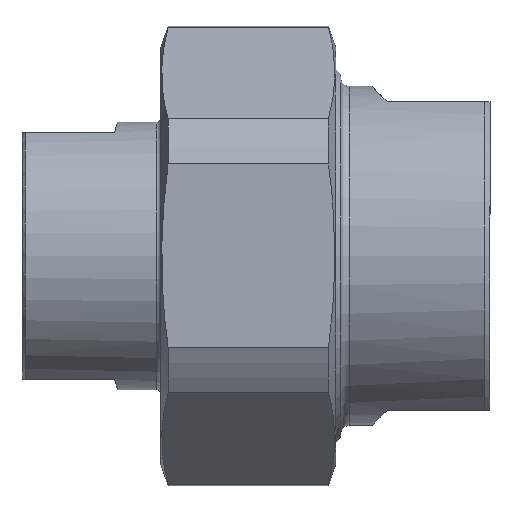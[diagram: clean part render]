
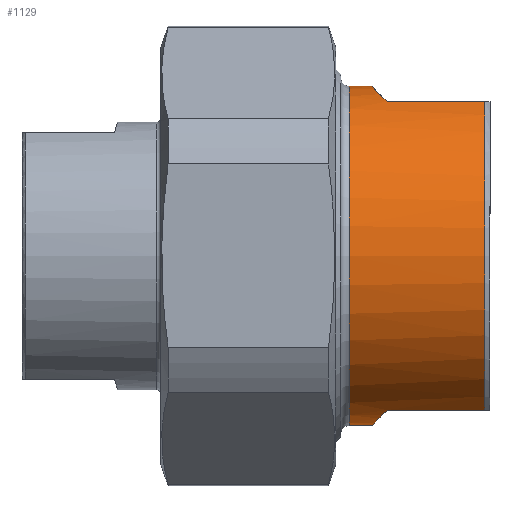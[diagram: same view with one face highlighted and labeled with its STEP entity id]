
A CAD part, top view. The second image highlights one B-rep face of the part: STEP entity #1129.
In plain terms, the highlighted cylindrical face has radius 16.5 mm (diameter 33 mm), a full revolution.
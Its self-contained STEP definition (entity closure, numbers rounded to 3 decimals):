
#23=ELLIPSE('',#1297,23.335,16.5);
#24=ELLIPSE('',#1300,23.335,16.5);
#115=CYLINDRICAL_SURFACE('',#1302,16.5);
#150=FACE_OUTER_BOUND('',#223,.T.);
#223=EDGE_LOOP('',(#881,#882,#883,#884,#885,#886,#887,#888,#889,#890,#891,
#892,#893));
#295=LINE('',#1961,#348);
#297=LINE('',#1972,#350);
#299=LINE('',#1980,#352);
#301=LINE('',#1991,#354);
#302=LINE('',#1997,#355);
#348=VECTOR('',#1546,10.);
#350=VECTOR('',#1548,10.);
#352=VECTOR('',#1556,10.);
#354=VECTOR('',#1558,10.);
#355=VECTOR('',#1563,16.5);
#410=CIRCLE('',#1303,16.5);
#411=CIRCLE('',#1304,16.5);
#412=CIRCLE('',#1305,16.5);
#413=CIRCLE('',#1306,16.5);
#414=CIRCLE('',#1307,16.5);
#510=VERTEX_POINT('',#1955);
#511=VERTEX_POINT('',#1956);
#512=VERTEX_POINT('',#1960);
#515=VERTEX_POINT('',#1968);
#516=VERTEX_POINT('',#1974);
#517=VERTEX_POINT('',#1975);
#518=VERTEX_POINT('',#1979);
#521=VERTEX_POINT('',#1987);
#522=VERTEX_POINT('',#1993);
#523=VERTEX_POINT('',#1994);
#524=VERTEX_POINT('',#1996);
#640=EDGE_CURVE('',#510,#511,#23,.T.);
#642=EDGE_CURVE('',#512,#510,#295,.T.);
#646=EDGE_CURVE('',#511,#515,#297,.T.);
#647=EDGE_CURVE('',#516,#517,#24,.T.);
#649=EDGE_CURVE('',#518,#516,#299,.T.);
#653=EDGE_CURVE('',#517,#521,#301,.T.);
#654=EDGE_CURVE('',#522,#523,#410,.T.);
#655=EDGE_CURVE('',#522,#524,#302,.T.);
#656=EDGE_CURVE('',#518,#524,#411,.T.);
#657=EDGE_CURVE('',#512,#521,#412,.T.);
#658=EDGE_CURVE('',#524,#515,#413,.T.);
#659=EDGE_CURVE('',#523,#522,#414,.T.);
#881=ORIENTED_EDGE('',*,*,#654,.F.);
#882=ORIENTED_EDGE('',*,*,#655,.T.);
#883=ORIENTED_EDGE('',*,*,#656,.F.);
#884=ORIENTED_EDGE('',*,*,#649,.T.);
#885=ORIENTED_EDGE('',*,*,#647,.T.);
#886=ORIENTED_EDGE('',*,*,#653,.T.);
#887=ORIENTED_EDGE('',*,*,#657,.F.);
#888=ORIENTED_EDGE('',*,*,#642,.T.);
#889=ORIENTED_EDGE('',*,*,#640,.T.);
#890=ORIENTED_EDGE('',*,*,#646,.T.);
#891=ORIENTED_EDGE('',*,*,#658,.F.);
#892=ORIENTED_EDGE('',*,*,#655,.F.);
#893=ORIENTED_EDGE('',*,*,#659,.F.);
#1129=ADVANCED_FACE('',(#150),#115,.T.);
#1297=AXIS2_PLACEMENT_3D('',#1957,#1541,#1542);
#1300=AXIS2_PLACEMENT_3D('',#1976,#1551,#1552);
#1302=AXIS2_PLACEMENT_3D('',#1992,#1559,#1560);
#1303=AXIS2_PLACEMENT_3D('',#1995,#1561,#1562);
#1304=AXIS2_PLACEMENT_3D('',#1998,#1564,#1565);
#1305=AXIS2_PLACEMENT_3D('',#1999,#1566,#1567);
#1306=AXIS2_PLACEMENT_3D('',#2000,#1568,#1569);
#1307=AXIS2_PLACEMENT_3D('',#2001,#1570,#1571);
#1541=DIRECTION('center_axis',(0.707,0.,-0.707));
#1542=DIRECTION('ref_axis',(0.707,0.,0.707));
#1546=DIRECTION('',(1.,0.,0.));
#1548=DIRECTION('',(-1.,0.,0.));
#1551=DIRECTION('center_axis',(0.707,0.,0.707));
#1552=DIRECTION('ref_axis',(-0.707,0.,0.707));
#1556=DIRECTION('',(1.,0.,0.));
#1558=DIRECTION('',(-1.,0.,0.));
#1559=DIRECTION('center_axis',(1.,0.,0.));
#1560=DIRECTION('ref_axis',(0.,1.,0.));
#1561=DIRECTION('center_axis',(1.,0.,0.));
#1562=DIRECTION('ref_axis',(0.,-1.,0.));
#1563=DIRECTION('',(-1.,0.,0.));
#1564=DIRECTION('center_axis',(-1.,0.,0.));
#1565=DIRECTION('ref_axis',(0.,-1.,0.));
#1566=DIRECTION('center_axis',(-1.,0.,0.));
#1567=DIRECTION('ref_axis',(0.,-1.,0.));
#1568=DIRECTION('center_axis',(-1.,0.,0.));
#1569=DIRECTION('ref_axis',(0.,-1.,0.));
#1570=DIRECTION('center_axis',(1.,0.,0.));
#1571=DIRECTION('ref_axis',(0.,-1.,0.));
#1955=CARTESIAN_POINT('',(-14.,6.874,15.));
#1956=CARTESIAN_POINT('',(-14.,-6.874,15.));
#1957=CARTESIAN_POINT('Origin',(-29.,0.,0.));
#1960=CARTESIAN_POINT('',(-23.5,6.874,15.));
#1961=CARTESIAN_POINT('',(-16.75,6.874,15.));
#1968=CARTESIAN_POINT('',(-23.5,-6.874,15.));
#1972=CARTESIAN_POINT('',(-16.75,-6.874,15.));
#1974=CARTESIAN_POINT('',(-14.,-6.874,-15.));
#1975=CARTESIAN_POINT('',(-14.,6.874,-15.));
#1976=CARTESIAN_POINT('Origin',(-29.,0.,0.));
#1979=CARTESIAN_POINT('',(-23.5,-6.874,-15.));
#1980=CARTESIAN_POINT('',(-16.75,-6.874,-15.));
#1987=CARTESIAN_POINT('',(-23.5,6.874,-15.));
#1991=CARTESIAN_POINT('',(-16.75,6.874,-15.));
#1992=CARTESIAN_POINT('Origin',(-16.75,0.,0.));
#1993=CARTESIAN_POINT('',(-10.3,-16.5,0.));
#1994=CARTESIAN_POINT('',(-10.3,0.,16.5));
#1995=CARTESIAN_POINT('Origin',(-10.3,0.,0.));
#1996=CARTESIAN_POINT('',(-23.5,-16.5,0.));
#1997=CARTESIAN_POINT('',(-16.75,-16.5,0.));
#1998=CARTESIAN_POINT('Origin',(-23.5,0.,0.));
#1999=CARTESIAN_POINT('Origin',(-23.5,0.,0.));
#2000=CARTESIAN_POINT('Origin',(-23.5,0.,0.));
#2001=CARTESIAN_POINT('Origin',(-10.3,0.,0.));
